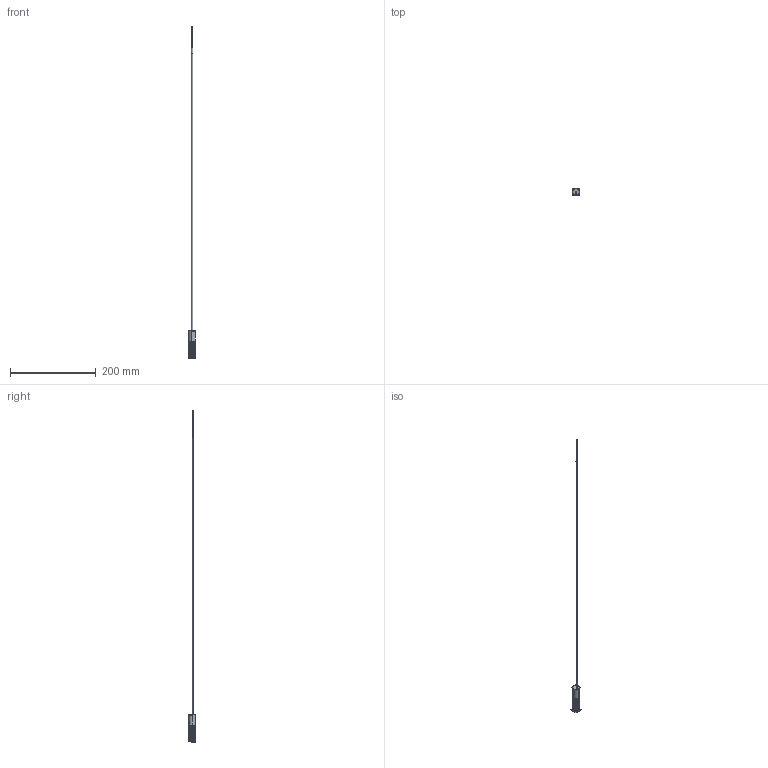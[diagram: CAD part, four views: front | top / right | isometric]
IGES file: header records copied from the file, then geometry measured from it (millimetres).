
Start section:  PTC IGES file: 232143_sm01.igs
Global section: file name: 232143_sm01.igs; native system: Creo Parametric by PTC Inc.; preprocessor: 2019292; author: PDMAdmin; organization: Unknown; date: 20221107.090222; units: millimetre
Bounding box: 17.91 x 17.91 x 776.12 mm (x, y, z)
Volume: 19452.2 mm3; surface area: 52752.7 mm2
Topology: 1 solids, 5 shells, 989 faces, 4524 edges, 5463 vertices
Faces by surface type: bspline 703, revolution 278, extrusion 8
